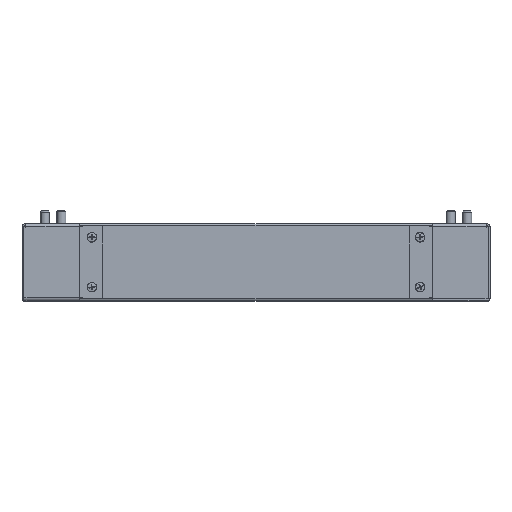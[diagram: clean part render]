
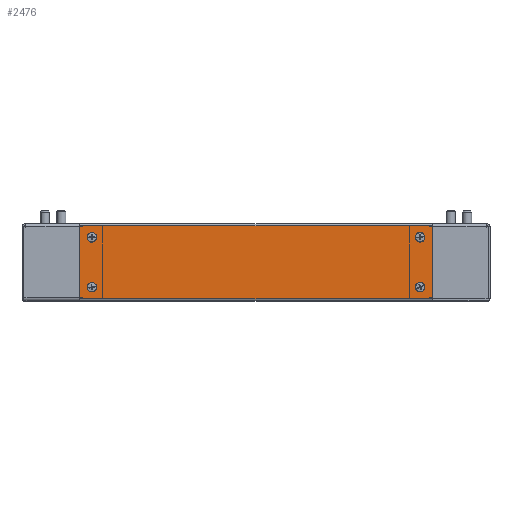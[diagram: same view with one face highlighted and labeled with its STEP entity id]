
A CAD part, top view. The second image highlights one B-rep face of the part: STEP entity #2476.
In plain terms, the highlighted planar face has unit normal (0, 0, 1).
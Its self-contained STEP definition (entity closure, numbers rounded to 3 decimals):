
#116 = CARTESIAN_POINT ( 'NONE',  ( 447., 17.5, -1658.369 ) ) ;
#238 = EDGE_CURVE ( 'NONE', #6158, #3079, #3106, .T. ) ;
#340 = DIRECTION ( 'NONE',  ( 0., 1., 0. ) ) ;
#349 = DIRECTION ( 'NONE',  ( 1., 0., 0. ) ) ;
#485 = DIRECTION ( 'NONE',  ( -1., 0., 0. ) ) ;
#539 = ORIENTED_EDGE ( 'NONE', *, *, #238, .F. ) ;
#573 = DIRECTION ( 'NONE',  ( 0., 0., 1. ) ) ;
#608 = ORIENTED_EDGE ( 'NONE', *, *, #7857, .F. ) ;
#630 = AXIS2_PLACEMENT_3D ( 'NONE', #4436, #7066, #349 ) ;
#697 = CARTESIAN_POINT ( 'NONE',  ( 458.5, 97.5, -1658.369 ) ) ;
#724 = VERTEX_POINT ( 'NONE', #4637 ) ;
#741 = DIRECTION ( 'NONE',  ( -1., 0., 0. ) ) ;
#755 = VERTEX_POINT ( 'NONE', #7920 ) ;
#856 = AXIS2_PLACEMENT_3D ( 'NONE', #5904, #5134, #6430 ) ;
#1026 = DIRECTION ( 'NONE',  ( 1., 0., 0. ) ) ;
#1093 = FACE_BOUND ( 'NONE', #7035, .T. ) ;
#1439 = DIRECTION ( 'NONE',  ( 0., 0., 1. ) ) ;
#1471 = LINE ( 'NONE', #5376, #4574 ) ;
#1528 = AXIS2_PLACEMENT_3D ( 'NONE', #1790, #5572, #4919 ) ;
#1790 = CARTESIAN_POINT ( 'NONE',  ( 15.5, 82.5, -1658.369 ) ) ;
#1830 = FACE_BOUND ( 'NONE', #4743, .T. ) ;
#1854 = CIRCLE ( 'NONE', #7195, 4. ) ;
#1982 = CARTESIAN_POINT ( 'NONE',  ( 11.5, 17.5, -1658.369 ) ) ;
#2082 = CIRCLE ( 'NONE', #1528, 4. ) ;
#2135 = CARTESIAN_POINT ( 'NONE',  ( 15.5, 82.5, -1658.369 ) ) ;
#2146 = VERTEX_POINT ( 'NONE', #7160 ) ;
#2221 = EDGE_LOOP ( 'NONE', ( #5189, #6654 ) ) ;
#2245 = AXIS2_PLACEMENT_3D ( 'NONE', #5581, #6825, #8213 ) ;
#2476 = ADVANCED_FACE ( 'NONE', ( #7024, #1830, #1093, #3083, #6258 ), #5048, .T. ) ;
#2490 = VECTOR ( 'NONE', #3696, 1000. ) ;
#2492 = CARTESIAN_POINT ( 'NONE',  ( 443., 17.5, -1658.369 ) ) ;
#2516 = VECTOR ( 'NONE', #1026, 1000. ) ;
#2882 = CARTESIAN_POINT ( 'NONE',  ( 447., 82.5, -1658.369 ) ) ;
#3030 = DIRECTION ( 'NONE',  ( 1., 0., 0. ) ) ;
#3057 = EDGE_CURVE ( 'NONE', #7405, #4222, #1471, .T. ) ;
#3059 = CIRCLE ( 'NONE', #856, 4. ) ;
#3079 = VERTEX_POINT ( 'NONE', #116 ) ;
#3083 = FACE_BOUND ( 'NONE', #2221, .T. ) ;
#3106 = CIRCLE ( 'NONE', #4194, 4. ) ;
#3188 = ORIENTED_EDGE ( 'NONE', *, *, #6439, .F. ) ;
#3193 = CARTESIAN_POINT ( 'NONE',  ( 11.5, 82.5, -1658.369 ) ) ;
#3246 = EDGE_CURVE ( 'NONE', #724, #8153, #1854, .T. ) ;
#3291 = LINE ( 'NONE', #697, #2490 ) ;
#3323 = AXIS2_PLACEMENT_3D ( 'NONE', #6819, #4192, #7511 ) ;
#3405 = DIRECTION ( 'NONE',  ( 0., -1., 0. ) ) ;
#3436 = AXIS2_PLACEMENT_3D ( 'NONE', #4609, #5911, #3855 ) ;
#3513 = VERTEX_POINT ( 'NONE', #4599 ) ;
#3534 = DIRECTION ( 'NONE',  ( 0., 0., 1. ) ) ;
#3645 = EDGE_LOOP ( 'NONE', ( #8421, #6948, #6607, #8250 ) ) ;
#3696 = DIRECTION ( 'NONE',  ( -1., 0., 0. ) ) ;
#3855 = DIRECTION ( 'NONE',  ( 1., 0., 0. ) ) ;
#3986 = EDGE_LOOP ( 'NONE', ( #7913, #3188 ) ) ;
#4192 = DIRECTION ( 'NONE',  ( 0., 0., 1. ) ) ;
#4194 = AXIS2_PLACEMENT_3D ( 'NONE', #2492, #573, #485 ) ;
#4222 = VERTEX_POINT ( 'NONE', #8000 ) ;
#4225 = CARTESIAN_POINT ( 'NONE',  ( 15.5, 17.5, -1658.369 ) ) ;
#4436 = CARTESIAN_POINT ( 'NONE',  ( 0., 0., -1658.369 ) ) ;
#4574 = VECTOR ( 'NONE', #3405, 1000. ) ;
#4599 = CARTESIAN_POINT ( 'NONE',  ( 458.5, 97.5, -1658.369 ) ) ;
#4609 = CARTESIAN_POINT ( 'NONE',  ( 443., 82.5, -1658.369 ) ) ;
#4637 = CARTESIAN_POINT ( 'NONE',  ( 19.5, 17.5, -1658.369 ) ) ;
#4743 = EDGE_LOOP ( 'NONE', ( #5894, #5117 ) ) ;
#4759 = CARTESIAN_POINT ( 'NONE',  ( 0., 2.5, -1658.369 ) ) ;
#4825 = EDGE_CURVE ( 'NONE', #2146, #3513, #5427, .T. ) ;
#4919 = DIRECTION ( 'NONE',  ( -1., 0., 0. ) ) ;
#4958 = VERTEX_POINT ( 'NONE', #3193 ) ;
#5048 = PLANE ( 'NONE',  #630 ) ;
#5117 = ORIENTED_EDGE ( 'NONE', *, *, #7928, .F. ) ;
#5134 = DIRECTION ( 'NONE',  ( 0., 0., 1. ) ) ;
#5189 = ORIENTED_EDGE ( 'NONE', *, *, #5986, .F. ) ;
#5376 = CARTESIAN_POINT ( 'NONE',  ( 0., 100., -1658.369 ) ) ;
#5427 = LINE ( 'NONE', #6251, #6203 ) ;
#5506 = AXIS2_PLACEMENT_3D ( 'NONE', #2135, #1439, #741 ) ;
#5537 = CIRCLE ( 'NONE', #2245, 4. ) ;
#5572 = DIRECTION ( 'NONE',  ( 0., 0., 1. ) ) ;
#5581 = CARTESIAN_POINT ( 'NONE',  ( 15.5, 17.5, -1658.369 ) ) ;
#5864 = CARTESIAN_POINT ( 'NONE',  ( 19.5, 82.5, -1658.369 ) ) ;
#5894 = ORIENTED_EDGE ( 'NONE', *, *, #3246, .F. ) ;
#5904 = CARTESIAN_POINT ( 'NONE',  ( 443., 17.5, -1658.369 ) ) ;
#5911 = DIRECTION ( 'NONE',  ( 0., 0., 1. ) ) ;
#5986 = EDGE_CURVE ( 'NONE', #8261, #755, #6737, .T. ) ;
#6088 = EDGE_CURVE ( 'NONE', #3513, #7405, #3291, .T. ) ;
#6158 = VERTEX_POINT ( 'NONE', #7806 ) ;
#6203 = VECTOR ( 'NONE', #340, 1000. ) ;
#6251 = CARTESIAN_POINT ( 'NONE',  ( 458.5, 100., -1658.369 ) ) ;
#6258 = FACE_OUTER_BOUND ( 'NONE', #3645, .T. ) ;
#6299 = EDGE_CURVE ( 'NONE', #7875, #4958, #8262, .T. ) ;
#6430 = DIRECTION ( 'NONE',  ( -1., 0., 0. ) ) ;
#6439 = EDGE_CURVE ( 'NONE', #4958, #7875, #2082, .T. ) ;
#6607 = ORIENTED_EDGE ( 'NONE', *, *, #4825, .T. ) ;
#6654 = ORIENTED_EDGE ( 'NONE', *, *, #7527, .F. ) ;
#6737 = CIRCLE ( 'NONE', #3436, 4. ) ;
#6819 = CARTESIAN_POINT ( 'NONE',  ( 443., 82.5, -1658.369 ) ) ;
#6825 = DIRECTION ( 'NONE',  ( 0., 0., 1. ) ) ;
#6948 = ORIENTED_EDGE ( 'NONE', *, *, #8361, .T. ) ;
#7024 = FACE_BOUND ( 'NONE', #3986, .T. ) ;
#7032 = CIRCLE ( 'NONE', #3323, 4. ) ;
#7035 = EDGE_LOOP ( 'NONE', ( #608, #539 ) ) ;
#7066 = DIRECTION ( 'NONE',  ( 0., 0., 1. ) ) ;
#7160 = CARTESIAN_POINT ( 'NONE',  ( 458.5, 2.5, -1658.369 ) ) ;
#7195 = AXIS2_PLACEMENT_3D ( 'NONE', #4225, #3534, #3030 ) ;
#7200 = CARTESIAN_POINT ( 'NONE',  ( 0., 97.5, -1658.369 ) ) ;
#7405 = VERTEX_POINT ( 'NONE', #7200 ) ;
#7483 = LINE ( 'NONE', #4759, #2516 ) ;
#7511 = DIRECTION ( 'NONE',  ( 1., 0., 0. ) ) ;
#7527 = EDGE_CURVE ( 'NONE', #755, #8261, #7032, .T. ) ;
#7806 = CARTESIAN_POINT ( 'NONE',  ( 439., 17.5, -1658.369 ) ) ;
#7857 = EDGE_CURVE ( 'NONE', #3079, #6158, #3059, .T. ) ;
#7875 = VERTEX_POINT ( 'NONE', #5864 ) ;
#7913 = ORIENTED_EDGE ( 'NONE', *, *, #6299, .F. ) ;
#7920 = CARTESIAN_POINT ( 'NONE',  ( 439., 82.5, -1658.369 ) ) ;
#7928 = EDGE_CURVE ( 'NONE', #8153, #724, #5537, .T. ) ;
#8000 = CARTESIAN_POINT ( 'NONE',  ( 0., 2.5, -1658.369 ) ) ;
#8153 = VERTEX_POINT ( 'NONE', #1982 ) ;
#8213 = DIRECTION ( 'NONE',  ( 1., 0., 0. ) ) ;
#8250 = ORIENTED_EDGE ( 'NONE', *, *, #6088, .T. ) ;
#8261 = VERTEX_POINT ( 'NONE', #2882 ) ;
#8262 = CIRCLE ( 'NONE', #5506, 4. ) ;
#8361 = EDGE_CURVE ( 'NONE', #4222, #2146, #7483, .T. ) ;
#8421 = ORIENTED_EDGE ( 'NONE', *, *, #3057, .T. ) ;
